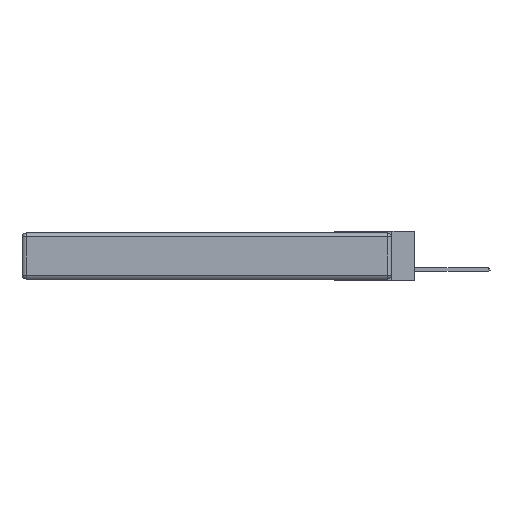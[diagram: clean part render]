
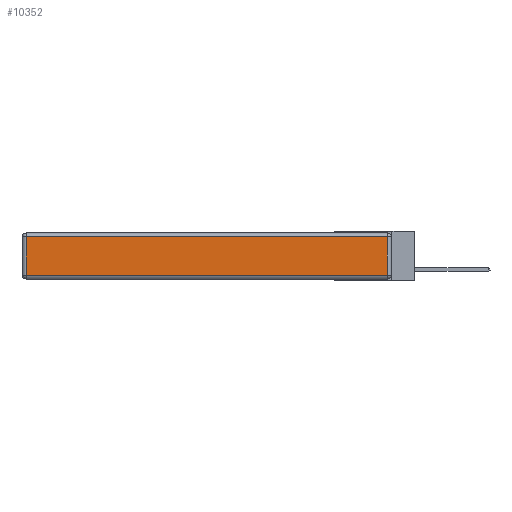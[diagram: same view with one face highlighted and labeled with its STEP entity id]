
A CAD part, left-side view. The second image highlights one B-rep face of the part: STEP entity #10352.
In plain terms, the highlighted planar face has unit normal (-1, 0, 0).
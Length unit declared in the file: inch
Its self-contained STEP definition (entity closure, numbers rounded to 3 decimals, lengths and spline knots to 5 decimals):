
#93 = ORIENTED_EDGE ( 'NONE', *, *, #21410, .T. ) ;
#1978 = DIRECTION ( 'NONE',  ( 0., -1., 0. ) ) ;
#2207 = DIRECTION ( 'NONE',  ( 0., 0., 1. ) ) ;
#2296 = DIRECTION ( 'NONE',  ( -1., 0., 0. ) ) ;
#2519 = CARTESIAN_POINT ( 'NONE',  ( 0., 0.03, -0.343 ) ) ;
#4351 = CARTESIAN_POINT ( 'NONE',  ( 0., 0., -0.313 ) ) ;
#6791 = ORIENTED_EDGE ( 'NONE', *, *, #19279, .T. ) ;
#7038 = CARTESIAN_POINT ( 'NONE',  ( 0., 0.03, -0.03 ) ) ;
#7962 = VERTEX_POINT ( 'NONE', #23359 ) ;
#7963 = LINE ( 'NONE', #12128, #19317 ) ;
#8187 = AXIS2_PLACEMENT_3D ( 'NONE', #24549, #2296, #2207 ) ;
#8523 = CARTESIAN_POINT ( 'NONE',  ( 0., 0.03, -0.313 ) ) ;
#9773 = VERTEX_POINT ( 'NONE', #8523 ) ;
#10352 = ADVANCED_FACE ( 'NONE', ( #29017 ), #11300, .T. ) ;
#11300 = PLANE ( 'NONE',  #8187 ) ;
#11355 = EDGE_LOOP ( 'NONE', ( #6791, #16205, #22889, #93 ) ) ;
#11482 = VECTOR ( 'NONE', #1978, 39.37008 ) ;
#12128 = CARTESIAN_POINT ( 'NONE',  ( 0., 2.75, -0.03 ) ) ;
#13283 = LINE ( 'NONE', #28887, #25304 ) ;
#14762 = LINE ( 'NONE', #2519, #20798 ) ;
#16205 = ORIENTED_EDGE ( 'NONE', *, *, #25677, .T. ) ;
#17501 = LINE ( 'NONE', #4351, #11482 ) ;
#19279 = EDGE_CURVE ( 'NONE', #7962, #9773, #17501, .T. ) ;
#19317 = VECTOR ( 'NONE', #21009, 39.37008 ) ;
#20680 = CARTESIAN_POINT ( 'NONE',  ( 0., 2.72, -0.03 ) ) ;
#20798 = VECTOR ( 'NONE', #22512, 39.37008 ) ;
#21009 = DIRECTION ( 'NONE',  ( 0., 1., 0. ) ) ;
#21410 = EDGE_CURVE ( 'NONE', #22766, #7962, #13283, .T. ) ;
#22512 = DIRECTION ( 'NONE',  ( 0., 0., 1. ) ) ;
#22766 = VERTEX_POINT ( 'NONE', #20680 ) ;
#22889 = ORIENTED_EDGE ( 'NONE', *, *, #26792, .T. ) ;
#23359 = CARTESIAN_POINT ( 'NONE',  ( 0., 2.72, -0.313 ) ) ;
#24549 = CARTESIAN_POINT ( 'NONE',  ( 0., 0., -0.343 ) ) ;
#25304 = VECTOR ( 'NONE', #29188, 39.37008 ) ;
#25677 = EDGE_CURVE ( 'NONE', #9773, #26212, #14762, .T. ) ;
#26212 = VERTEX_POINT ( 'NONE', #7038 ) ;
#26792 = EDGE_CURVE ( 'NONE', #26212, #22766, #7963, .T. ) ;
#28887 = CARTESIAN_POINT ( 'NONE',  ( 0., 2.72, -0.343 ) ) ;
#29017 = FACE_OUTER_BOUND ( 'NONE', #11355, .T. ) ;
#29188 = DIRECTION ( 'NONE',  ( 0., 0., -1. ) ) ;
